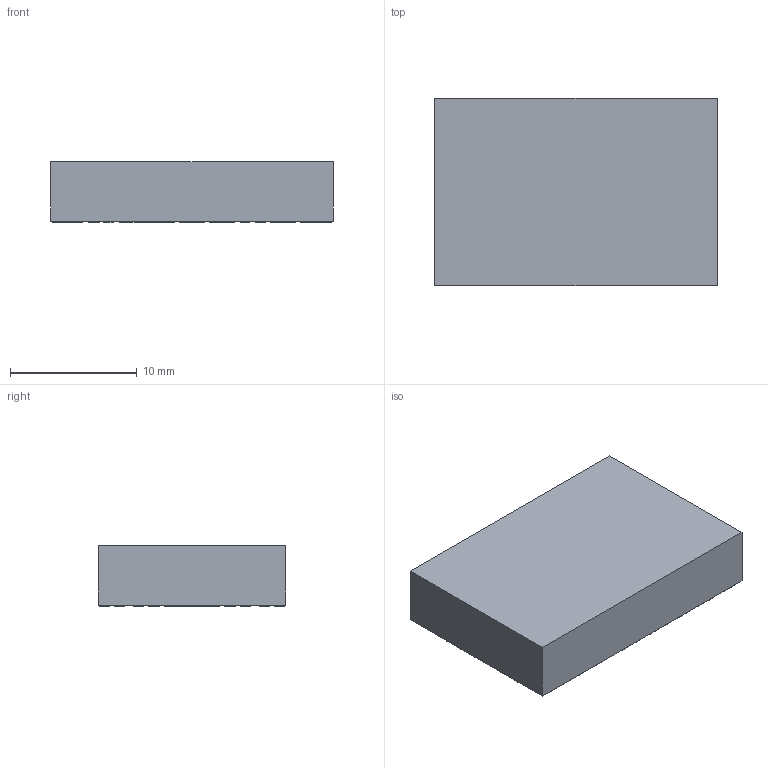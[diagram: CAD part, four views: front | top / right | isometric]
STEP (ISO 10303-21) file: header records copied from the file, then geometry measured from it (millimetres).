
FILE_DESCRIPTION(('FreeCAD Model'),'2;1');
FILE_NAME('2098250.1.2.stp','2020-04-10T21:40:04',( 'Author'),(''),'Open CASCADE STEP processor 6.9','FreeCAD','Unknown' );
FILE_SCHEMA(('AUTOMOTIVE_DESIGN { 1 0 10303 214 1 1 1 1 }'));
Length unit declared in the file: millimetre
Products named in the file (3): ASSEMBLY; Body; Pins
Assembly tree (2 placements, depth 2):
  ASSEMBLY
    Body
    Pins
Bounding box: 22.3 x 14.8 x 4.8 mm (x, y, z)
Volume: 1556.8 mm3; surface area: 1150.3 mm2
Topology: 104 solids, 104 shells, 471 faces, 789 edges, 526 vertices
Faces by surface type: plane 420, cylinder 51
Full cylindrical faces by diameter (mm): 0.8 x51
Entity records: 21902 total; most frequent: DIRECTION 3417, CARTESIAN_POINT 3367, LINE 2163, VECTOR 2163, ORIENTED_EDGE 1578, PCURVE 1578, DEFINITIONAL_REPRESENTATION 1578, EDGE_CURVE 789
